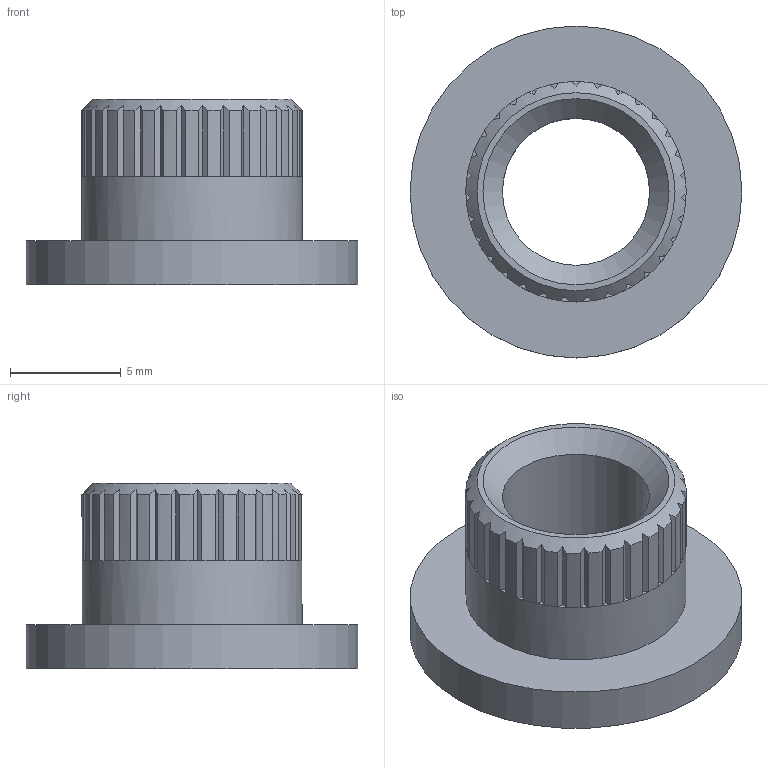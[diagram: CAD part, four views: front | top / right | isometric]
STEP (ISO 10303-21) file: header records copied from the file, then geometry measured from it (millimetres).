
FILE_DESCRIPTION( ( 'Unknown' ), '1' );
FILE_NAME( '7461128.stp', 'Unknown', ( 'Unknown' ), ( 'Unknown' ), 'PSStep 14.0', 'Unknown', ' ' );
FILE_SCHEMA( ( 'AUTOMOTIVE_DESIGN { 1 0 10303 214 1 1 1 1 }' ) );
Length unit declared in the file: millimetre
Products named in the file (1): 1
Bounding box: 15 x 15 x 8.4 mm (x, y, z)
Volume: 534.4 mm3; surface area: 740.9 mm2
Topology: 1 solids, 1 shells, 133 faces, 326 edges, 196 vertices
Faces by surface type: plane 96, cylinder 34, cone 3
Full cylindrical faces by diameter (mm): 6.647 x1, 9.948 x1, 15 x1
Entity records: 5009 total; most frequent: CARTESIAN_POINT 1080, ORIENTED_EDGE 636, DIRECTION 501, EDGE_CURVE 318, VERTEX_POINT 194, AXIS2_PLACEMENT_3D 173, LINE 155, VECTOR 155
